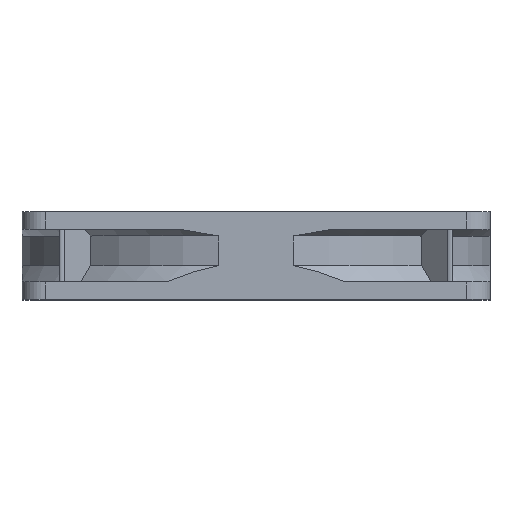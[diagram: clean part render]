
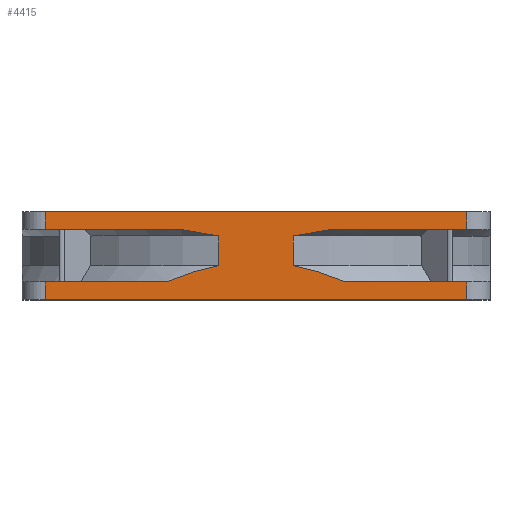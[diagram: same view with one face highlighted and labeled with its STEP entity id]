
A CAD part, top view. The second image highlights one B-rep face of the part: STEP entity #4415.
In plain terms, the highlighted planar face has unit normal (0, 0, 1).
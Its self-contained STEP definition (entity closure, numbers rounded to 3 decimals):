
#882=DIRECTION('',(0.,1.,0.));
#883=VECTOR('',#882,3.);
#884=CARTESIAN_POINT('',(36.,-2.3,40.));
#885=LINE('',#884,#883);
#923=DIRECTION('',(1.,0.,0.));
#924=VECTOR('',#923,22.918);
#925=CARTESIAN_POINT('',(13.082,-2.3,40.));
#926=LINE('',#925,#924);
#1002=DIRECTION('',(0.,1.,0.));
#1003=VECTOR('',#1002,3.);
#1004=CARTESIAN_POINT('',(36.,-14.3,40.));
#1005=LINE('',#1004,#1003);
#1006=CARTESIAN_POINT('',(13.082,-2.3,40.));
#1007=CARTESIAN_POINT('',(12.315,-2.47,40.));
#1008=CARTESIAN_POINT('',(10.793,-2.781,40.));
#1009=CARTESIAN_POINT('',(8.55,-3.158,40.));
#1010=CARTESIAN_POINT('',(7.076,-3.35,40.));
#1011=CARTESIAN_POINT('',(6.344,-3.432,40.));
#1013=DIRECTION('',(1.,0.,0.));
#1014=VECTOR('',#1013,20.625);
#1015=CARTESIAN_POINT('',(15.375,-11.3,40.));
#1016=LINE('',#1015,#1014);
#1017=DIRECTION('',(-1.,0.,0.));
#1018=VECTOR('',#1017,72.);
#1019=CARTESIAN_POINT('',(36.,-14.3,40.));
#1020=LINE('',#1019,#1018);
#1021=DIRECTION('',(1.,0.,0.));
#1022=VECTOR('',#1021,20.625);
#1023=CARTESIAN_POINT('',(-36.,-11.3,40.));
#1024=LINE('',#1023,#1022);
#1025=CARTESIAN_POINT('',(-6.344,-3.432,40.));
#1026=CARTESIAN_POINT('',(-7.076,-3.35,40.));
#1027=CARTESIAN_POINT('',(-8.55,-3.158,40.));
#1028=CARTESIAN_POINT('',(-10.793,-2.781,40.));
#1029=CARTESIAN_POINT('',(-12.315,-2.47,40.));
#1030=CARTESIAN_POINT('',(-13.082,-2.3,40.));
#1053=CARTESIAN_POINT('',(15.375,-11.3,40.));
#1054=CARTESIAN_POINT('',(14.321,-10.85,40.));
#1055=CARTESIAN_POINT('',(12.246,-10.045,40.));
#1056=CARTESIAN_POINT('',(9.254,-9.121,40.));
#1057=CARTESIAN_POINT('',(7.304,-8.678,40.));
#1058=CARTESIAN_POINT('',(6.344,-8.499,40.));
#1069=DIRECTION('',(0.,1.,0.));
#1070=VECTOR('',#1069,5.066);
#1071=CARTESIAN_POINT('',(6.344,-8.499,40.));
#1072=LINE('',#1071,#1070);
#1077=DIRECTION('',(0.,-1.,0.));
#1078=VECTOR('',#1077,3.);
#1079=CARTESIAN_POINT('',(-36.,-11.3,40.));
#1080=LINE('',#1079,#1078);
#1483=DIRECTION('',(-1.,0.,0.));
#1484=VECTOR('',#1483,72.);
#1485=CARTESIAN_POINT('',(36.,0.7,40.));
#1486=LINE('',#1485,#1484);
#1594=DIRECTION('',(0.,-1.,0.));
#1595=VECTOR('',#1594,3.);
#1596=CARTESIAN_POINT('',(-36.,0.7,40.));
#1597=LINE('',#1596,#1595);
#1603=DIRECTION('',(1.,0.,0.));
#1604=VECTOR('',#1603,22.918);
#1605=CARTESIAN_POINT('',(-36.,-2.3,40.));
#1606=LINE('',#1605,#1604);
#1763=CARTESIAN_POINT('',(-6.344,-8.499,40.));
#1764=CARTESIAN_POINT('',(-7.306,-8.678,40.));
#1765=CARTESIAN_POINT('',(-9.258,-9.122,40.));
#1766=CARTESIAN_POINT('',(-12.249,-10.046,40.));
#1767=CARTESIAN_POINT('',(-14.322,-10.85,40.));
#1768=CARTESIAN_POINT('',(-15.375,-11.3,40.));
#1774=DIRECTION('',(0.,-1.,0.));
#1775=VECTOR('',#1774,5.066);
#1776=CARTESIAN_POINT('',(-6.344,-3.432,40.));
#1777=LINE('',#1776,#1775);
#2759=CARTESIAN_POINT('',(36.,-11.3,40.));
#2761=VERTEX_POINT('',#2759);
#2762=CARTESIAN_POINT('',(15.375,-11.3,40.));
#2763=VERTEX_POINT('',#2762);
#2798=CARTESIAN_POINT('',(-36.,-11.3,40.));
#2800=VERTEX_POINT('',#2798);
#2814=CARTESIAN_POINT('',(-15.375,-11.3,40.));
#2815=VERTEX_POINT('',#2814);
#2914=CARTESIAN_POINT('',(-36.,-14.3,40.));
#2915=VERTEX_POINT('',#2914);
#2916=CARTESIAN_POINT('',(36.,-14.3,40.));
#2917=VERTEX_POINT('',#2916);
#3140=CARTESIAN_POINT('',(-6.344,-3.432,40.));
#3141=VERTEX_POINT('',#3140);
#3142=CARTESIAN_POINT('',(-6.344,-8.499,40.));
#3143=VERTEX_POINT('',#3142);
#3164=CARTESIAN_POINT('',(6.344,-8.499,40.));
#3165=VERTEX_POINT('',#3164);
#3166=CARTESIAN_POINT('',(6.344,-3.432,40.));
#3167=VERTEX_POINT('',#3166);
#3240=CARTESIAN_POINT('',(-13.082,-2.3,40.));
#3241=VERTEX_POINT('',#3240);
#3248=VERTEX_POINT('',#1006);
#3252=CARTESIAN_POINT('',(36.,-2.3,40.));
#3254=VERTEX_POINT('',#3252);
#3273=CARTESIAN_POINT('',(-36.,-2.3,40.));
#3275=VERTEX_POINT('',#3273);
#3334=CARTESIAN_POINT('',(36.,0.7,40.));
#3335=VERTEX_POINT('',#3334);
#3336=CARTESIAN_POINT('',(-36.,0.7,40.));
#3337=VERTEX_POINT('',#3336);
#4381=CARTESIAN_POINT('',(40.,0.7,40.));
#4382=DIRECTION('',(0.,0.,-1.));
#4383=DIRECTION('',(-1.,0.,0.));
#4384=AXIS2_PLACEMENT_3D('',#4381,#4382,#4383);
#4385=PLANE('',#4384);
#4386=ORIENTED_EDGE('',*,*,#4256,.F.);
#4387=ORIENTED_EDGE('',*,*,#4282,.F.);
#4389=ORIENTED_EDGE('',*,*,#4388,.T.);
#4391=ORIENTED_EDGE('',*,*,#4390,.F.);
#4393=ORIENTED_EDGE('',*,*,#4392,.F.);
#4394=ORIENTED_EDGE('',*,*,#4346,.T.);
#4395=ORIENTED_EDGE('',*,*,#4375,.F.);
#4396=ORIENTED_EDGE('',*,*,#3612,.T.);
#4398=ORIENTED_EDGE('',*,*,#4397,.F.);
#4400=ORIENTED_EDGE('',*,*,#4399,.T.);
#4402=ORIENTED_EDGE('',*,*,#4401,.F.);
#4404=ORIENTED_EDGE('',*,*,#4403,.F.);
#4406=ORIENTED_EDGE('',*,*,#4405,.T.);
#4408=ORIENTED_EDGE('',*,*,#4407,.F.);
#4410=ORIENTED_EDGE('',*,*,#4409,.F.);
#4412=ORIENTED_EDGE('',*,*,#4411,.F.);
#4413=EDGE_LOOP('',(#4386,#4387,#4389,#4391,#4393,#4394,#4395,#4396,#4398,#4400,
#4402,#4404,#4406,#4408,#4410,#4412));
#4414=FACE_OUTER_BOUND('',#4413,.F.);
#4415=ADVANCED_FACE('',(#4414),#4385,.F.);
#1012=B_SPLINE_CURVE_WITH_KNOTS('',3,(#1006,#1007,#1008,#1009,#1010,#1011),
.UNSPECIFIED.,.F.,.F.,(4,1,1,4),(0.,0.333,0.667,1.),
.UNSPECIFIED.);
#1031=B_SPLINE_CURVE_WITH_KNOTS('',3,(#1025,#1026,#1027,#1028,#1029,#1030),
.UNSPECIFIED.,.F.,.F.,(4,1,1,4),(0.,0.333,0.667,1.),
.UNSPECIFIED.);
#1059=B_SPLINE_CURVE_WITH_KNOTS('',3,(#1053,#1054,#1055,#1056,#1057,#1058),
.UNSPECIFIED.,.F.,.F.,(4,1,1,4),(0.,0.333,0.667,1.),
.UNSPECIFIED.);
#1769=B_SPLINE_CURVE_WITH_KNOTS('',3,(#1763,#1764,#1765,#1766,#1767,#1768),
.UNSPECIFIED.,.F.,.F.,(4,1,1,4),(0.,0.333,0.667,1.),
.UNSPECIFIED.);
#3612=EDGE_CURVE('',#2917,#2915,#1020,.T.);
#4256=EDGE_CURVE('',#3254,#3335,#885,.T.);
#4282=EDGE_CURVE('',#3248,#3254,#926,.T.);
#4346=EDGE_CURVE('',#2763,#2761,#1016,.T.);
#4375=EDGE_CURVE('',#2917,#2761,#1005,.T.);
#4388=EDGE_CURVE('',#3248,#3167,#1012,.T.);
#4390=EDGE_CURVE('',#3165,#3167,#1072,.T.);
#4392=EDGE_CURVE('',#2763,#3165,#1059,.T.);
#4397=EDGE_CURVE('',#2800,#2915,#1080,.T.);
#4399=EDGE_CURVE('',#2800,#2815,#1024,.T.);
#4401=EDGE_CURVE('',#3143,#2815,#1769,.T.);
#4403=EDGE_CURVE('',#3141,#3143,#1777,.T.);
#4405=EDGE_CURVE('',#3141,#3241,#1031,.T.);
#4407=EDGE_CURVE('',#3275,#3241,#1606,.T.);
#4409=EDGE_CURVE('',#3337,#3275,#1597,.T.);
#4411=EDGE_CURVE('',#3335,#3337,#1486,.T.);
